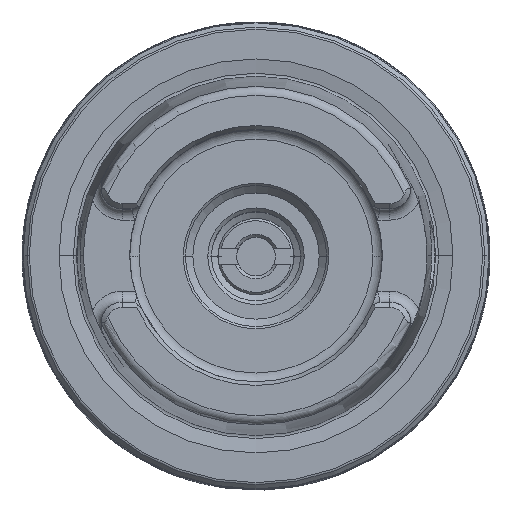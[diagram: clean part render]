
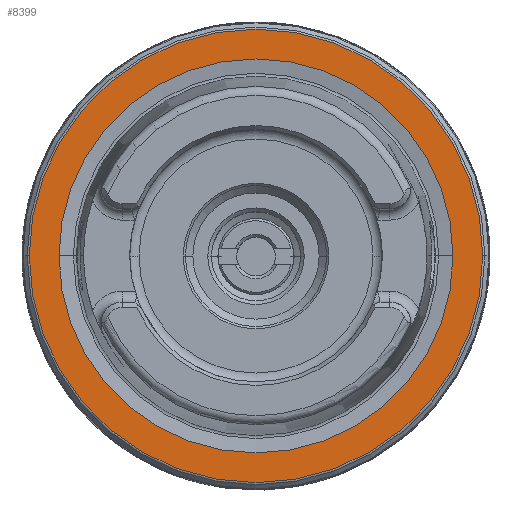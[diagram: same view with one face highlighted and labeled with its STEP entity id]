
A CAD part, top view. The second image highlights one B-rep face of the part: STEP entity #8399.
In plain terms, the highlighted planar face has unit normal (0, 0, 1).
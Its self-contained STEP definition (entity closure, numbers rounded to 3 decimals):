
#336 = ORIENTED_EDGE ( 'NONE', *, *, #10820, .F. ) ;
#373 = DIRECTION ( 'NONE',  ( 1., 0., 0. ) ) ;
#448 = CARTESIAN_POINT ( 'NONE',  ( 0., 0., -6.3 ) ) ;
#755 = CARTESIAN_POINT ( 'NONE',  ( -26.527, 0., -6.3 ) ) ;
#1345 = EDGE_CURVE ( 'NONE', #8319, #9573, #3878, .T. ) ;
#1686 = EDGE_CURVE ( 'NONE', #9121, #6958, #5252, .T. ) ;
#1751 = DIRECTION ( 'NONE',  ( 1., 0., 0. ) ) ;
#1870 = DIRECTION ( 'NONE',  ( 0., 0., 1. ) ) ;
#2428 = CARTESIAN_POINT ( 'NONE',  ( 26.527, 0., -6.3 ) ) ;
#2898 = FACE_BOUND ( 'NONE', #11195, .T. ) ;
#3631 = DIRECTION ( 'NONE',  ( -1., 0., 0. ) ) ;
#3806 = AXIS2_PLACEMENT_3D ( 'NONE', #9535, #1870, #10825 ) ;
#3878 = CIRCLE ( 'NONE', #7517, 26.527 ) ;
#4238 = AXIS2_PLACEMENT_3D ( 'NONE', #7399, #11256, #3631 ) ;
#4569 = AXIS2_PLACEMENT_3D ( 'NONE', #15708, #8039, #373 ) ;
#4590 = CARTESIAN_POINT ( 'NONE',  ( 0., 0., -6.3 ) ) ;
#4839 = PLANE ( 'NONE',  #4238 ) ;
#5252 = CIRCLE ( 'NONE', #3806, 30.534 ) ;
#5668 = CARTESIAN_POINT ( 'NONE',  ( -30.534, 0., -6.3 ) ) ;
#5857 = DIRECTION ( 'NONE',  ( 1., 0., 0. ) ) ;
#6385 = ORIENTED_EDGE ( 'NONE', *, *, #1686, .T. ) ;
#6536 = CIRCLE ( 'NONE', #4569, 30.534 ) ;
#6958 = VERTEX_POINT ( 'NONE', #15007 ) ;
#7399 = CARTESIAN_POINT ( 'NONE',  ( 0., 26.527, -6.3 ) ) ;
#7517 = AXIS2_PLACEMENT_3D ( 'NONE', #4590, #13530, #5857 ) ;
#8039 = DIRECTION ( 'NONE',  ( 0., 0., 1. ) ) ;
#8319 = VERTEX_POINT ( 'NONE', #755 ) ;
#8399 = ADVANCED_FACE ( 'NONE', ( #2898, #16119 ), #4839, .F. ) ;
#8651 = AXIS2_PLACEMENT_3D ( 'NONE', #448, #9415, #1751 ) ;
#9121 = VERTEX_POINT ( 'NONE', #5668 ) ;
#9415 = DIRECTION ( 'NONE',  ( 0., 0., 1. ) ) ;
#9535 = CARTESIAN_POINT ( 'NONE',  ( 0., 0., -6.3 ) ) ;
#9573 = VERTEX_POINT ( 'NONE', #2428 ) ;
#9751 = EDGE_LOOP ( 'NONE', ( #12521, #6385 ) ) ;
#10820 = EDGE_CURVE ( 'NONE', #9573, #8319, #12856, .T. ) ;
#10825 = DIRECTION ( 'NONE',  ( 1., 0., 0. ) ) ;
#11195 = EDGE_LOOP ( 'NONE', ( #336, #14946 ) ) ;
#11256 = DIRECTION ( 'NONE',  ( 0., 0., -1. ) ) ;
#12521 = ORIENTED_EDGE ( 'NONE', *, *, #15066, .T. ) ;
#12856 = CIRCLE ( 'NONE', #8651, 26.527 ) ;
#13530 = DIRECTION ( 'NONE',  ( 0., 0., 1. ) ) ;
#14946 = ORIENTED_EDGE ( 'NONE', *, *, #1345, .F. ) ;
#15007 = CARTESIAN_POINT ( 'NONE',  ( 30.534, 0., -6.3 ) ) ;
#15066 = EDGE_CURVE ( 'NONE', #6958, #9121, #6536, .T. ) ;
#15708 = CARTESIAN_POINT ( 'NONE',  ( 0., 0., -6.3 ) ) ;
#16119 = FACE_OUTER_BOUND ( 'NONE', #9751, .T. ) ;
